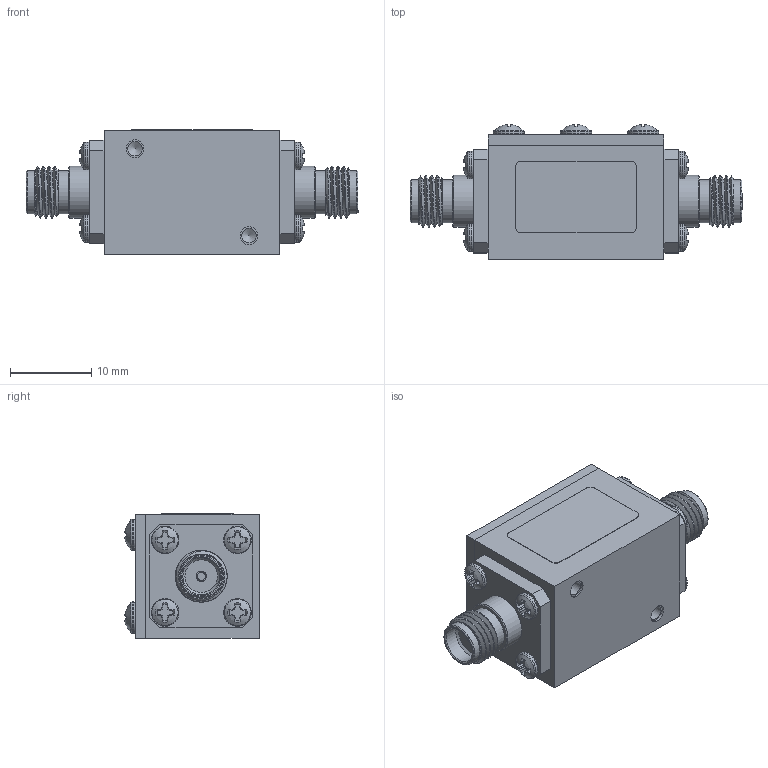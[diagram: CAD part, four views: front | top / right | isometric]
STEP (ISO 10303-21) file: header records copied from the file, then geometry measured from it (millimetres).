
FILE_DESCRIPTION (( 'STEP AP203' ), '1' );
FILE_NAME ('PE87FL1018_3D.step', '2022-04-27T20:50:17', ( '' ), ( '' ), 'SwSTEP 2.0', 'SolidWorks 2021', '' );
FILE_SCHEMA (( 'CONFIG_CONTROL_DESIGN' ));
Products named in the file (1): PE87FL1018_3D
Bounding box: 40.74 x 16.49 x 15.29 mm (x, y, z)
Volume: 5974.4 mm3; surface area: 2975.1 mm2
Topology: 1 solids, 11 shells, 667 faces, 1752 edges, 1160 vertices
Faces by surface type: plane 345, cylinder 212, cone 46, bspline 40, torus 16, sphere 8
Full cylindrical faces by diameter (mm): 1.016 x4, 1.27 x4, 1.778 x2, 1.854 x10, 2.184 x2, 3.393 x8, 3.83 x6, 4.521 x2, 5.08 x2, 5.334 x4, 6.35 x2
Entity records: 33685 total; most frequent: CARTESIAN_POINT 18768, ORIENTED_EDGE 3284, DIRECTION 2704, EDGE_CURVE 1642, VERTEX_POINT 1142, AXIS2_PLACEMENT_3D 1006, EDGE_LOOP 812, FACE_OUTER_BOUND 741
